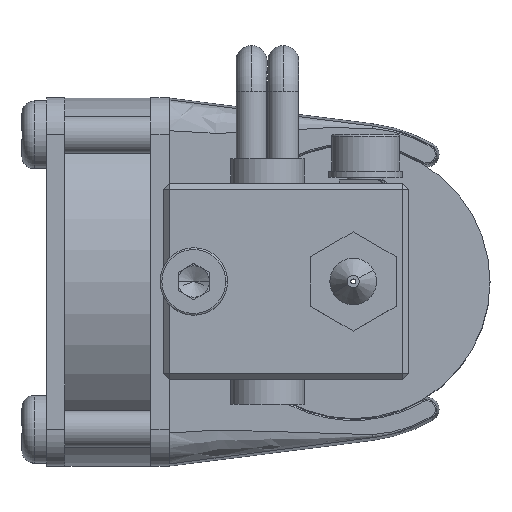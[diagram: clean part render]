
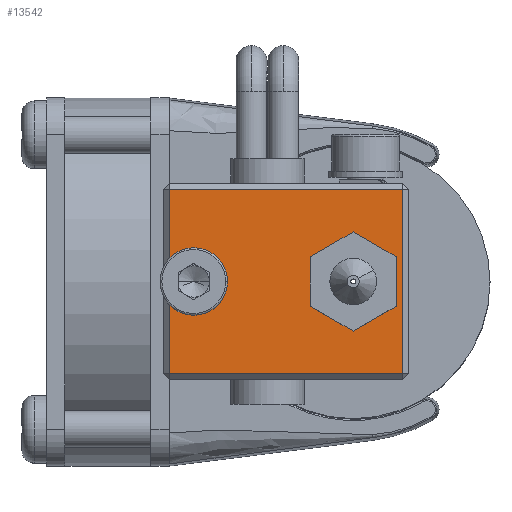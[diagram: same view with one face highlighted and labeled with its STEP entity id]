
A CAD part, top view. The second image highlights one B-rep face of the part: STEP entity #13542.
In plain terms, the highlighted face is planar.
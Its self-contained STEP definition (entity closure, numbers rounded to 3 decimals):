
#117 = VECTOR ( 'NONE', #13618, 1000. ) ;
#139 = CARTESIAN_POINT ( 'NONE',  ( 15.5, 0., -8. ) ) ;
#342 = EDGE_CURVE ( 'NONE', #11074, #4788, #1762, .T. ) ;
#376 = DIRECTION ( 'NONE',  ( 0., 1., 0. ) ) ;
#469 = ORIENTED_EDGE ( 'NONE', *, *, #19497, .T. ) ;
#946 = LINE ( 'NONE', #19924, #117 ) ;
#1558 = VERTEX_POINT ( 'NONE', #17369 ) ;
#1739 = LINE ( 'NONE', #3586, #2468 ) ;
#1762 = CIRCLE ( 'NONE', #11293, 2.5 ) ;
#1895 = DIRECTION ( 'NONE',  ( 0., 1., 0. ) ) ;
#1954 = AXIS2_PLACEMENT_3D ( 'NONE', #139, #4675, #7980 ) ;
#2433 = ORIENTED_EDGE ( 'NONE', *, *, #7153, .F. ) ;
#2468 = VECTOR ( 'NONE', #8034, 1000. ) ;
#3213 = ORIENTED_EDGE ( 'NONE', *, *, #342, .T. ) ;
#3368 = CARTESIAN_POINT ( 'NONE',  ( 0.5, 0., -0.5 ) ) ;
#3398 = LINE ( 'NONE', #19168, #17793 ) ;
#3586 = CARTESIAN_POINT ( 'NONE',  ( 0., 0., -0.5 ) ) ;
#4635 = VERTEX_POINT ( 'NONE', #5534 ) ;
#4675 = DIRECTION ( 'NONE',  ( 0., 1., 0. ) ) ;
#4788 = VERTEX_POINT ( 'NONE', #10465 ) ;
#5365 = AXIS2_PLACEMENT_3D ( 'NONE', #11458, #1895, #8182 ) ;
#5534 = CARTESIAN_POINT ( 'NONE',  ( 19.5, 0., -15.5 ) ) ;
#6037 = CARTESIAN_POINT ( 'NONE',  ( 2.5, 0., -9.65 ) ) ;
#6369 = ORIENTED_EDGE ( 'NONE', *, *, #14523, .T. ) ;
#6940 = CIRCLE ( 'NONE', #8903, 1.65 ) ;
#7121 = VERTEX_POINT ( 'NONE', #6037 ) ;
#7128 = CARTESIAN_POINT ( 'NONE',  ( 2.5, 0., -8. ) ) ;
#7153 = EDGE_CURVE ( 'NONE', #7121, #12796, #14590, .T. ) ;
#7682 = ORIENTED_EDGE ( 'NONE', *, *, #16301, .T. ) ;
#7946 = CARTESIAN_POINT ( 'NONE',  ( 2.5, 0., -6.35 ) ) ;
#7980 = DIRECTION ( 'NONE',  ( 0., 0., 1. ) ) ;
#8034 = DIRECTION ( 'NONE',  ( -1., 0., 0. ) ) ;
#8182 = DIRECTION ( 'NONE',  ( 1., 0., 0. ) ) ;
#8358 = DIRECTION ( 'NONE',  ( 0., 0., -1. ) ) ;
#8410 = CARTESIAN_POINT ( 'NONE',  ( 15.5, 0., -10.5 ) ) ;
#8903 = AXIS2_PLACEMENT_3D ( 'NONE', #7128, #15135, #19691 ) ;
#9608 = EDGE_CURVE ( 'NONE', #10448, #1558, #3398, .T. ) ;
#9724 = FACE_BOUND ( 'NONE', #17013, .T. ) ;
#10257 = DIRECTION ( 'NONE',  ( 0., -1., 0. ) ) ;
#10448 = VERTEX_POINT ( 'NONE', #3368 ) ;
#10465 = CARTESIAN_POINT ( 'NONE',  ( 15.5, 0., -5.5 ) ) ;
#10521 = AXIS2_PLACEMENT_3D ( 'NONE', #12101, #10257, #15093 ) ;
#11039 = EDGE_LOOP ( 'NONE', ( #2433, #18240 ) ) ;
#11074 = VERTEX_POINT ( 'NONE', #8410 ) ;
#11257 = FACE_BOUND ( 'NONE', #11039, .T. ) ;
#11293 = AXIS2_PLACEMENT_3D ( 'NONE', #12956, #376, #17694 ) ;
#11458 = CARTESIAN_POINT ( 'NONE',  ( 0., 0., 0. ) ) ;
#12101 = CARTESIAN_POINT ( 'NONE',  ( 2.5, 0., -8. ) ) ;
#12796 = VERTEX_POINT ( 'NONE', #7946 ) ;
#12956 = CARTESIAN_POINT ( 'NONE',  ( 15.5, 0., -8. ) ) ;
#13542 = ADVANCED_FACE ( 'NONE', ( #19321, #9724, #11257 ), #17565, .F. ) ;
#13618 = DIRECTION ( 'NONE',  ( 1., 0., 0. ) ) ;
#13720 = DIRECTION ( 'NONE',  ( 0., 0., 1. ) ) ;
#14342 = EDGE_CURVE ( 'NONE', #1558, #4635, #946, .T. ) ;
#14434 = ORIENTED_EDGE ( 'NONE', *, *, #9608, .T. ) ;
#14523 = EDGE_CURVE ( 'NONE', #4635, #15991, #15668, .T. ) ;
#14590 = CIRCLE ( 'NONE', #10521, 1.65 ) ;
#14829 = CARTESIAN_POINT ( 'NONE',  ( 19.5, 0., -0.5 ) ) ;
#15093 = DIRECTION ( 'NONE',  ( 0., 0., -1. ) ) ;
#15135 = DIRECTION ( 'NONE',  ( 0., -1., 0. ) ) ;
#15259 = ORIENTED_EDGE ( 'NONE', *, *, #14342, .T. ) ;
#15467 = CARTESIAN_POINT ( 'NONE',  ( 19.5, 0., 0. ) ) ;
#15668 = LINE ( 'NONE', #15467, #19551 ) ;
#15991 = VERTEX_POINT ( 'NONE', #14829 ) ;
#16301 = EDGE_CURVE ( 'NONE', #15991, #10448, #1739, .T. ) ;
#17013 = EDGE_LOOP ( 'NONE', ( #469, #3213 ) ) ;
#17106 = CIRCLE ( 'NONE', #1954, 2.5 ) ;
#17369 = CARTESIAN_POINT ( 'NONE',  ( 0.5, 0., -15.5 ) ) ;
#17565 = PLANE ( 'NONE',  #5365 ) ;
#17694 = DIRECTION ( 'NONE',  ( 0., 0., 1. ) ) ;
#17793 = VECTOR ( 'NONE', #8358, 1000. ) ;
#18240 = ORIENTED_EDGE ( 'NONE', *, *, #20094, .F. ) ;
#18603 = EDGE_LOOP ( 'NONE', ( #6369, #7682, #14434, #15259 ) ) ;
#19168 = CARTESIAN_POINT ( 'NONE',  ( 0.5, 0., 0. ) ) ;
#19321 = FACE_OUTER_BOUND ( 'NONE', #18603, .T. ) ;
#19497 = EDGE_CURVE ( 'NONE', #4788, #11074, #17106, .T. ) ;
#19551 = VECTOR ( 'NONE', #13720, 1000. ) ;
#19691 = DIRECTION ( 'NONE',  ( 0., 0., -1. ) ) ;
#19924 = CARTESIAN_POINT ( 'NONE',  ( 0., 0., -15.5 ) ) ;
#20094 = EDGE_CURVE ( 'NONE', #12796, #7121, #6940, .T. ) ;
